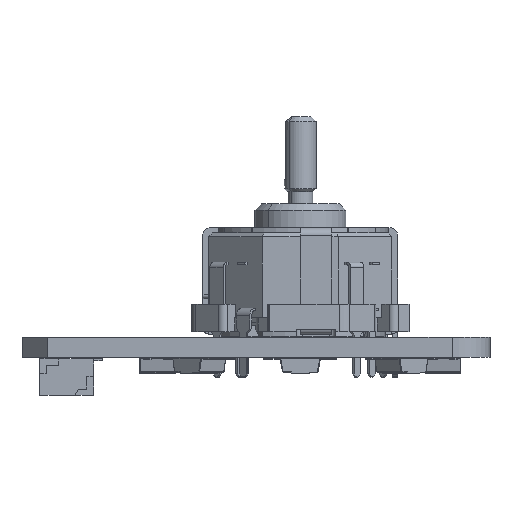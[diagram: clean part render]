
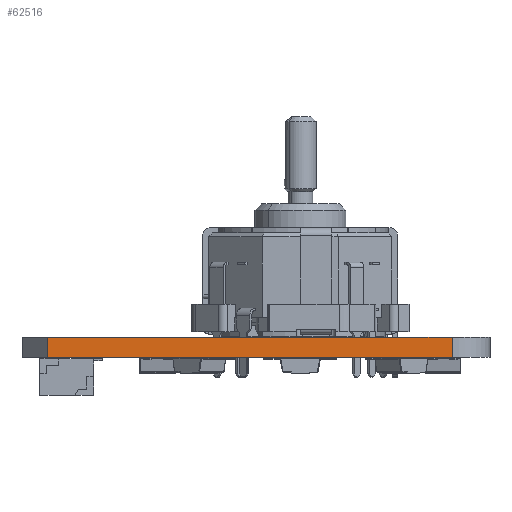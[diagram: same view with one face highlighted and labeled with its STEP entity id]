
A CAD part, front view. The second image highlights one B-rep face of the part: STEP entity #62516.
In plain terms, the highlighted planar face has unit normal (0, -1, 0).
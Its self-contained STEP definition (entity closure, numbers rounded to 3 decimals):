
#53223 = PLANE('',#53224);
#53224 = AXIS2_PLACEMENT_3D('',#53225,#53226,#53227);
#53225 = CARTESIAN_POINT('',(43.944,-48.729,1.6));
#53226 = DIRECTION('',(0.,0.,-1.));
#53227 = DIRECTION('',(-1.,0.,0.));
#53277 = PLANE('',#53278);
#53278 = AXIS2_PLACEMENT_3D('',#53279,#53280,#53281);
#53279 = CARTESIAN_POINT('',(43.944,-48.729,0.));
#53280 = DIRECTION('',(0.,0.,-1.));
#53281 = DIRECTION('',(-1.,0.,0.));
#53490 = VERTEX_POINT('',#53491);
#53491 = CARTESIAN_POINT('',(58.719,-62.956,0.));
#53510 = CYLINDRICAL_SURFACE('',#53511,3.);
#53511 = AXIS2_PLACEMENT_3D('',#53512,#53513,#53514);
#53512 = CARTESIAN_POINT('',(58.719,-59.956,0.));
#53513 = DIRECTION('',(0.,0.,-1.));
#53514 = DIRECTION('',(1.,0.,0.));
#53522 = EDGE_CURVE('',#53490,#53523,#53525,.T.);
#53523 = VERTEX_POINT('',#53524);
#53524 = CARTESIAN_POINT('',(26.705,-62.956,0.));
#53525 = SURFACE_CURVE('',#53526,(#53530,#53537),.PCURVE_S1.);
#53526 = LINE('',#53527,#53528);
#53527 = CARTESIAN_POINT('',(58.719,-62.956,0.));
#53528 = VECTOR('',#53529,1.);
#53529 = DIRECTION('',(-1.,0.,0.));
#53530 = PCURVE('',#53277,#53531);
#53531 = DEFINITIONAL_REPRESENTATION('',(#53532),#53536);
#53532 = LINE('',#53533,#53534);
#53533 = CARTESIAN_POINT('',(-14.775,-14.227));
#53534 = VECTOR('',#53535,1.);
#53535 = DIRECTION('',(1.,0.));
#53536 = ( GEOMETRIC_REPRESENTATION_CONTEXT(2) 
PARAMETRIC_REPRESENTATION_CONTEXT() REPRESENTATION_CONTEXT('2D SPACE',''
  ) );
#53537 = PCURVE('',#53538,#53543);
#53538 = PLANE('',#53539);
#53539 = AXIS2_PLACEMENT_3D('',#53540,#53541,#53542);
#53540 = CARTESIAN_POINT('',(58.719,-62.956,0.));
#53541 = DIRECTION('',(0.,-1.,0.));
#53542 = DIRECTION('',(-1.,0.,0.));
#53543 = DEFINITIONAL_REPRESENTATION('',(#53544),#53548);
#53544 = LINE('',#53545,#53546);
#53545 = CARTESIAN_POINT('',(0.,0.));
#53546 = VECTOR('',#53547,1.);
#53547 = DIRECTION('',(1.,0.));
#53548 = ( GEOMETRIC_REPRESENTATION_CONTEXT(2) 
PARAMETRIC_REPRESENTATION_CONTEXT() REPRESENTATION_CONTEXT('2D SPACE',''
  ) );
#53566 = PLANE('',#53567);
#53567 = AXIS2_PLACEMENT_3D('',#53568,#53569,#53570);
#53568 = CARTESIAN_POINT('',(26.705,-62.956,0.));
#53569 = DIRECTION('',(-0.777,-0.629,0.));
#53570 = DIRECTION('',(-0.629,0.777,0.));
#58323 = VERTEX_POINT('',#58324);
#58324 = CARTESIAN_POINT('',(58.719,-62.956,1.6));
#58350 = EDGE_CURVE('',#58323,#58351,#58353,.T.);
#58351 = VERTEX_POINT('',#58352);
#58352 = CARTESIAN_POINT('',(26.705,-62.956,1.6));
#58353 = SURFACE_CURVE('',#58354,(#58358,#58365),.PCURVE_S1.);
#58354 = LINE('',#58355,#58356);
#58355 = CARTESIAN_POINT('',(58.719,-62.956,1.6));
#58356 = VECTOR('',#58357,1.);
#58357 = DIRECTION('',(-1.,0.,0.));
#58358 = PCURVE('',#53223,#58359);
#58359 = DEFINITIONAL_REPRESENTATION('',(#58360),#58364);
#58360 = LINE('',#58361,#58362);
#58361 = CARTESIAN_POINT('',(-14.775,-14.227));
#58362 = VECTOR('',#58363,1.);
#58363 = DIRECTION('',(1.,0.));
#58364 = ( GEOMETRIC_REPRESENTATION_CONTEXT(2) 
PARAMETRIC_REPRESENTATION_CONTEXT() REPRESENTATION_CONTEXT('2D SPACE',''
  ) );
#58365 = PCURVE('',#53538,#58366);
#58366 = DEFINITIONAL_REPRESENTATION('',(#58367),#58371);
#58367 = LINE('',#58368,#58369);
#58368 = CARTESIAN_POINT('',(0.,-1.6));
#58369 = VECTOR('',#58370,1.);
#58370 = DIRECTION('',(1.,0.));
#58371 = ( GEOMETRIC_REPRESENTATION_CONTEXT(2) 
PARAMETRIC_REPRESENTATION_CONTEXT() REPRESENTATION_CONTEXT('2D SPACE',''
  ) );
#62466 = EDGE_CURVE('',#53490,#58323,#62467,.T.);
#62467 = SURFACE_CURVE('',#62468,(#62472,#62479),.PCURVE_S1.);
#62468 = LINE('',#62469,#62470);
#62469 = CARTESIAN_POINT('',(58.719,-62.956,0.));
#62470 = VECTOR('',#62471,1.);
#62471 = DIRECTION('',(0.,0.,1.));
#62472 = PCURVE('',#53510,#62473);
#62473 = DEFINITIONAL_REPRESENTATION('',(#62474),#62478);
#62474 = LINE('',#62475,#62476);
#62475 = CARTESIAN_POINT('',(-4.712,0.));
#62476 = VECTOR('',#62477,1.);
#62477 = DIRECTION('',(0.,-1.));
#62478 = ( GEOMETRIC_REPRESENTATION_CONTEXT(2) 
PARAMETRIC_REPRESENTATION_CONTEXT() REPRESENTATION_CONTEXT('2D SPACE',''
  ) );
#62479 = PCURVE('',#53538,#62480);
#62480 = DEFINITIONAL_REPRESENTATION('',(#62481),#62485);
#62481 = LINE('',#62482,#62483);
#62482 = CARTESIAN_POINT('',(0.,0.));
#62483 = VECTOR('',#62484,1.);
#62484 = DIRECTION('',(0.,-1.));
#62485 = ( GEOMETRIC_REPRESENTATION_CONTEXT(2) 
PARAMETRIC_REPRESENTATION_CONTEXT() REPRESENTATION_CONTEXT('2D SPACE',''
  ) );
#62516 = ADVANCED_FACE('',(#62517),#53538,.T.);
#62517 = FACE_BOUND('',#62518,.T.);
#62518 = EDGE_LOOP('',(#62519,#62520,#62521,#62542));
#62519 = ORIENTED_EDGE('',*,*,#62466,.T.);
#62520 = ORIENTED_EDGE('',*,*,#58350,.T.);
#62521 = ORIENTED_EDGE('',*,*,#62522,.F.);
#62522 = EDGE_CURVE('',#53523,#58351,#62523,.T.);
#62523 = SURFACE_CURVE('',#62524,(#62528,#62535),.PCURVE_S1.);
#62524 = LINE('',#62525,#62526);
#62525 = CARTESIAN_POINT('',(26.705,-62.956,0.));
#62526 = VECTOR('',#62527,1.);
#62527 = DIRECTION('',(0.,0.,1.));
#62528 = PCURVE('',#53538,#62529);
#62529 = DEFINITIONAL_REPRESENTATION('',(#62530),#62534);
#62530 = LINE('',#62531,#62532);
#62531 = CARTESIAN_POINT('',(32.014,0.));
#62532 = VECTOR('',#62533,1.);
#62533 = DIRECTION('',(0.,-1.));
#62534 = ( GEOMETRIC_REPRESENTATION_CONTEXT(2) 
PARAMETRIC_REPRESENTATION_CONTEXT() REPRESENTATION_CONTEXT('2D SPACE',''
  ) );
#62535 = PCURVE('',#53566,#62536);
#62536 = DEFINITIONAL_REPRESENTATION('',(#62537),#62541);
#62537 = LINE('',#62538,#62539);
#62538 = CARTESIAN_POINT('',(0.,0.));
#62539 = VECTOR('',#62540,1.);
#62540 = DIRECTION('',(0.,-1.));
#62541 = ( GEOMETRIC_REPRESENTATION_CONTEXT(2) 
PARAMETRIC_REPRESENTATION_CONTEXT() REPRESENTATION_CONTEXT('2D SPACE',''
  ) );
#62542 = ORIENTED_EDGE('',*,*,#53522,.F.);
